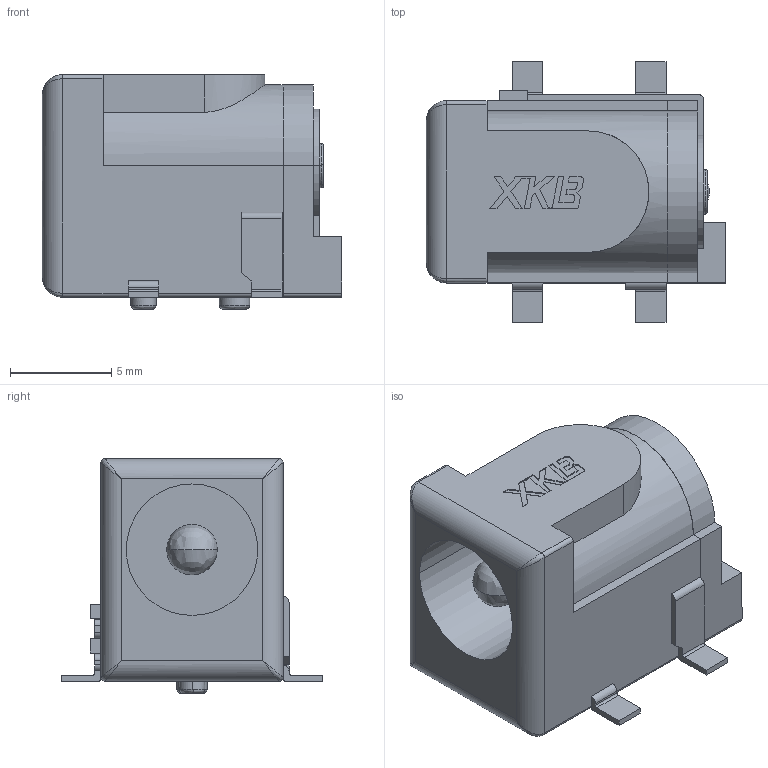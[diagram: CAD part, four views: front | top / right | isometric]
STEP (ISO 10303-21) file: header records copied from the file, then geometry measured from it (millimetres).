
FILE_DESCRIPTION (( 'STEP AP214' ), '1' );
FILE_NAME ('DC-005-2.5A-2.5-SMT.STEP', '2022-03-07T06:35:27', ( '微软用户' ), ( '微软中国' ), 'SwSTEP 2.0', 'SolidWorks 2017', '' );
FILE_SCHEMA (( 'AUTOMOTIVE_DESIGN' ));
Length unit declared in the file: millimetre
Products named in the file (1): DC-005-2.5A-2.5-SMT
Bounding box: 14.8 x 12.9 x 11.6 mm (x, y, z)
Volume: 1003.6 mm3; surface area: 1148.2 mm2
Topology: 2 solids, 2 shells, 250 faces, 670 edges, 437 vertices
Faces by surface type: plane 171, cylinder 51, bspline 26, torus 2
Entity records: 11024 total; most frequent: CARTESIAN_POINT 2722, ORIENTED_EDGE 1332, DIRECTION 1175, EDGE_CURVE 666, VECTOR 505, LINE 505, VERTEX_POINT 437, AXIS2_PLACEMENT_3D 335
